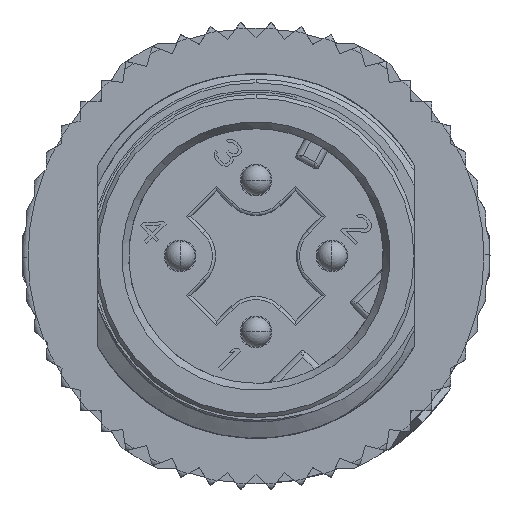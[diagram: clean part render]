
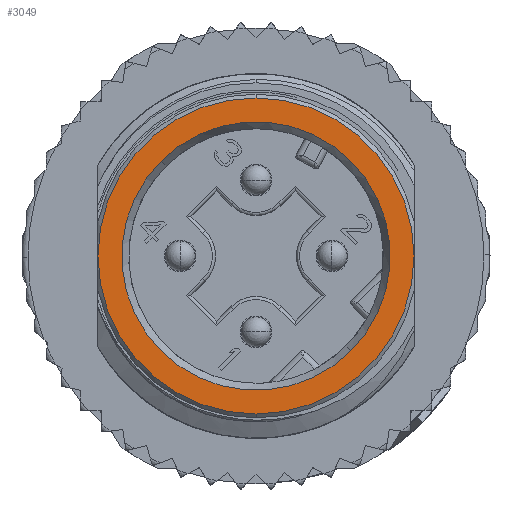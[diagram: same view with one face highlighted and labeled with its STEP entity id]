
A CAD part, front view. The second image highlights one B-rep face of the part: STEP entity #3049.
In plain terms, the highlighted planar face has unit normal (0, -1, 0).
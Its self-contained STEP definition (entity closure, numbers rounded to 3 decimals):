
#3049=ADVANCED_FACE('',(#7722,#7723),#7724,.T.);
#4843=EDGE_CURVE('',#10155,#10152,#10156,.T.);
#4899=EDGE_CURVE('',#10152,#10155,#10223,.T.);
#4901=EDGE_CURVE('',#10225,#10226,#10227,.T.);
#4903=EDGE_CURVE('',#10225,#10226,#10229,.T.);
#7722=FACE_OUTER_BOUND('',#13919,.T.);
#7723=FACE_BOUND('',#13920,.T.);
#7724=PLANE('',#13921);
#10152=VERTEX_POINT('',#18169);
#10155=VERTEX_POINT('',#18174);
#10156=CIRCLE('',#18175,4.418);
#10223=CIRCLE('',#18368,4.418);
#10225=VERTEX_POINT('',#18371);
#10226=VERTEX_POINT('',#18372);
#10227=CIRCLE('',#18373,5.2);
#10229=CIRCLE('',#18376,5.2);
#13919=EDGE_LOOP('',(#33117,#33118));
#13920=EDGE_LOOP('',(#33119,#33120));
#13921=AXIS2_PLACEMENT_3D('',#33121,#33122,#33123);
#18169=CARTESIAN_POINT('',(-3.124,-16.1,3.124));
#18174=CARTESIAN_POINT('',(3.124,-16.1,-3.124));
#18175=AXIS2_PLACEMENT_3D('',#34537,#34538,#34539);
#18368=AXIS2_PLACEMENT_3D('',#34568,#34569,#34570);
#18371=CARTESIAN_POINT('',(5.2,-16.1,0.0));
#18372=CARTESIAN_POINT('',(-5.2,-16.1,0.0));
#18373=AXIS2_PLACEMENT_3D('',#34571,#34572,#34573);
#18376=AXIS2_PLACEMENT_3D('',#34574,#34575,#34576);
#33117=ORIENTED_EDGE('',*,*,#4901,.F.);
#33118=ORIENTED_EDGE('',*,*,#4903,.T.);
#33119=ORIENTED_EDGE('',*,*,#4899,.T.);
#33120=ORIENTED_EDGE('',*,*,#4843,.T.);
#33121=CARTESIAN_POINT('',(0.0,-16.1,0.0));
#33122=DIRECTION('',(0.0,-1.0,0.0));
#33123=DIRECTION('',(1.0,0.0,0.0));
#34537=CARTESIAN_POINT('',(0.0,-16.1,0.0));
#34538=DIRECTION('',(0.0,1.0,0.0));
#34539=DIRECTION('',(0.707,0.0,-0.707));
#34568=CARTESIAN_POINT('',(0.0,-16.1,0.0));
#34569=DIRECTION('',(0.0,1.0,0.0));
#34570=DIRECTION('',(-0.707,0.0,0.707));
#34571=CARTESIAN_POINT('',(0.0,-16.1,0.0));
#34572=DIRECTION('',(-0.0,1.0,0.0));
#34573=DIRECTION('',(1.0,0.0,0.0));
#34574=CARTESIAN_POINT('',(0.0,-16.1,0.0));
#34575=DIRECTION('',(0.0,-1.0,0.0));
#34576=DIRECTION('',(1.0,0.0,0.0));
